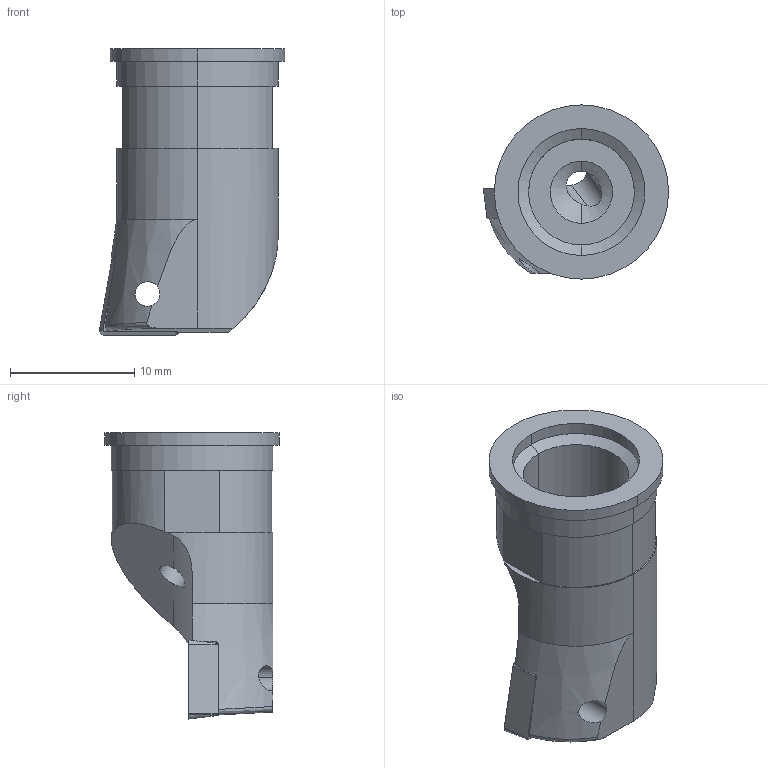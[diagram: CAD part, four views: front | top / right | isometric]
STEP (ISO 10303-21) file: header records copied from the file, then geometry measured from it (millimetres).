
FILE_DESCRIPTION(('no description'),'unknown implementation level');
FILE_NAME('7C0BD002-0934-455D-8D18-B4262CAAD7D1_export.stp',' ',('CIMSOURCE GmbH'),('CADClick - KiM GmbH - www.kimweb.de'),'unknown preprocess','ACIS','unknown authorization');
FILE_SCHEMA(('automotive_design'));
Length unit declared in the file: millimetre
Products named in the file (2): <N017.09 (CC 0602) PLS rechts Freistellung neutral>-<<0640.022>-<Kombinieren1>>; K�hlmittelbohrung
Bounding box: 14.88 x 14 x 23 mm (x, y, z)
Volume: 1653.8 mm3; surface area: 1538.3 mm2
Topology: 2 solids, 2 shells, 79 faces, 205 edges, 131 vertices
Faces by surface type: plane 30, cylinder 26, cone 20, torus 2, bspline 1
Entity records: 5880 total; most frequent: CARTESIAN_POINT 1531, DIRECTION 436, STYLED_ITEM 417, PRESENTATION_STYLE_ASSIGNMENT 417, COLOUR_RGB 417, ORIENTED_EDGE 410, EDGE_CURVE 205, CURVE_STYLE 205
